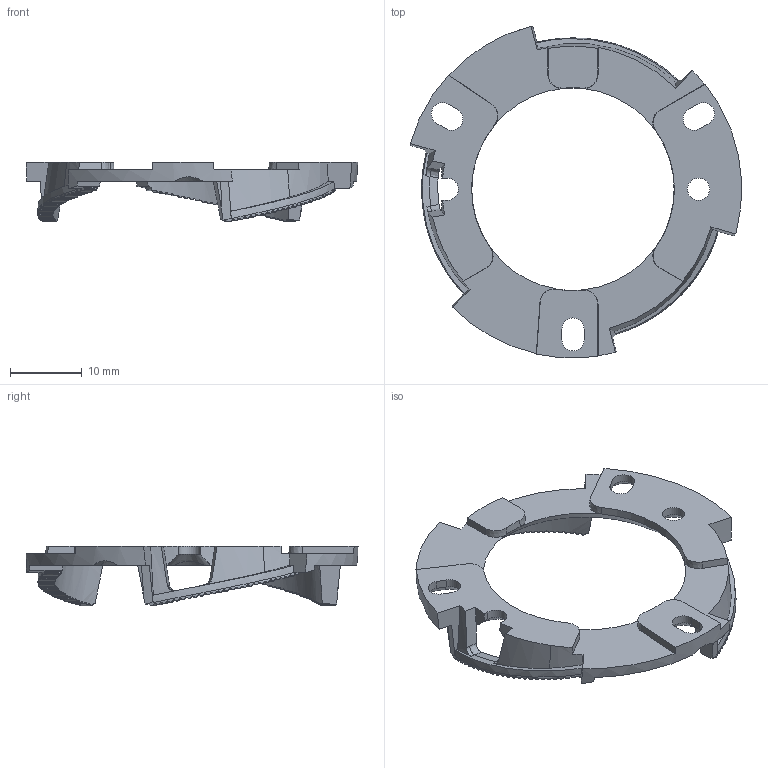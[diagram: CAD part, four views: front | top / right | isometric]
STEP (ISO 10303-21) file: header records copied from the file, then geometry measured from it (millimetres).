
FILE_DESCRIPTION(('STEP AP214'),'1');
FILE_NAME('LLH79ZB6 - Bender & Wirth +0.68.stp','2018-03-02T13:45:38',(' '),(' '),'Spatial InterOp 3D',' ',' ');
FILE_SCHEMA(('AUTOMOTIVE_DESIGN { 1 0 10303 214 1 1 1 1 }'));
Length unit declared in the file: millimetre
Products named in the file (1): LLH79ZB6 - Bender & Wirth +0.68
Bounding box: 46.18 x 46.27 x 8.36 mm (x, y, z)
Volume: 2064.9 mm3; surface area: 2877.5 mm2
Topology: 1 solids, 1 shells, 474 faces, 1373 edges, 893 vertices
Faces by surface type: plane 206, cylinder 161, bspline 75, cone 32
Full cylindrical faces by diameter (mm): 3.1 x1
Entity records: 24443 total; most frequent: CARTESIAN_POINT 9433, ORIENTED_EDGE 2736, DIRECTION 1839, EDGE_CURVE 1368, VERTEX_POINT 891, AXIS2_PLACEMENT_3D 710, B_SPLINE_CURVE_WITH_KNOTS 639, EDGE_LOOP 481
